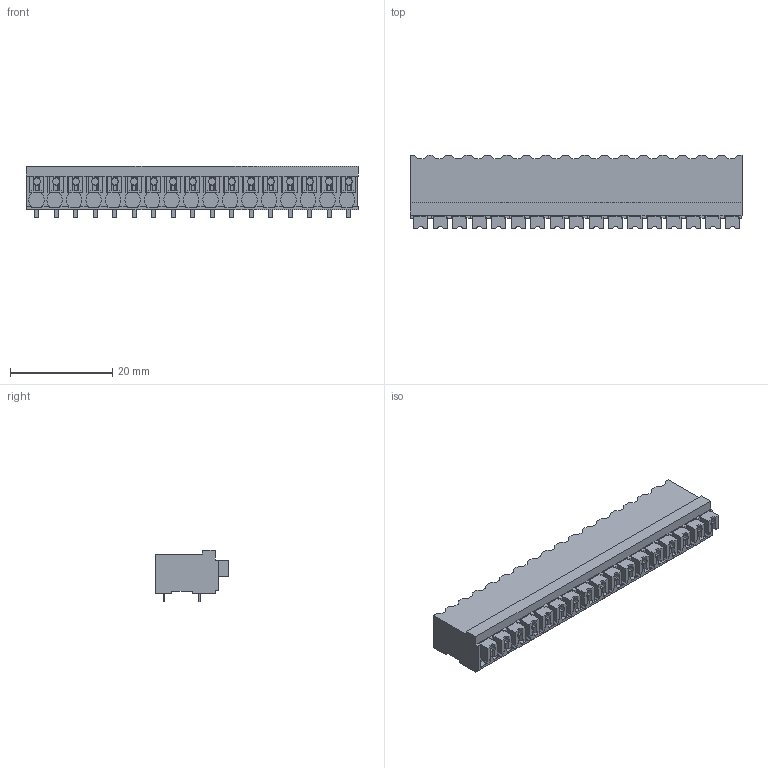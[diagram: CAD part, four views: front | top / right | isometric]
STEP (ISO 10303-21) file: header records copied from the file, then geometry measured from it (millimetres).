
FILE_DESCRIPTION(('CATIA V5 STEP Exchange','CAx-IF Rec.Pracs.--- Model Styling and Organization---1.2---2011-12-15'),'2;1');
FILE_NAME ('D1457809_0', '2018-03-15T05:42:19+00:00', ('none'), ('Weidmueller'), 'CATIA Version 5-6 Release 2014', 'CATIA V5 STEP AP214', 'none');
FILE_SCHEMA(('AUTOMOTIVE_DESIGN { 1 0 10303 214 1 1 1 1 }'));
Length unit declared in the file: millimetre
Products named in the file (1): 1869520000
Bounding box: 64.89 x 14.3 x 10 mm (x, y, z)
Volume: 5546.5 mm3; surface area: 5051.8 mm2
Topology: 52 solids, 52 shells, 1308 faces, 3686 edges, 2465 vertices
Faces by surface type: plane 1104, cylinder 204
Entity records: 38252 total; most frequent: ORIENTED_EDGE 7372, CARTESIAN_POINT 7369, DIRECTION 4760, EDGE_CURVE 3686, VECTOR 3261, LINE 3261, VERTEX_POINT 2465, EDGE_LOOP 1325
